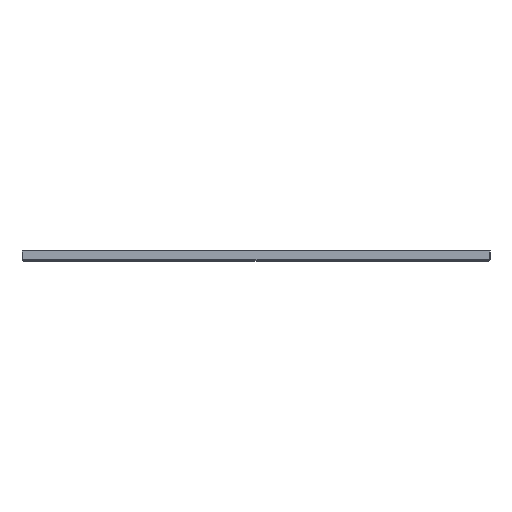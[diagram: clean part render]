
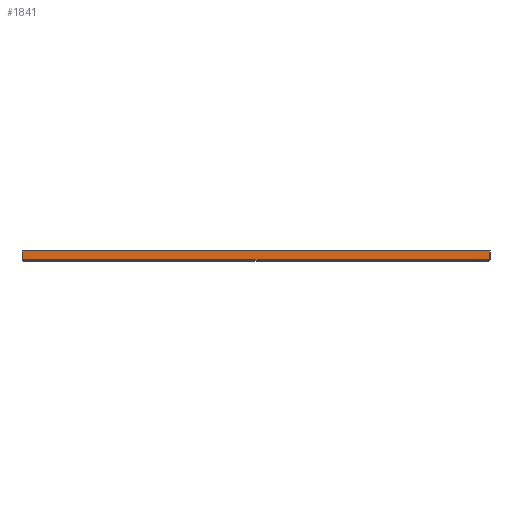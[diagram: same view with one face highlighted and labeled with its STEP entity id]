
A CAD part, front view. The second image highlights one B-rep face of the part: STEP entity #1841.
In plain terms, the highlighted planar face has unit normal (0, -1, 0).
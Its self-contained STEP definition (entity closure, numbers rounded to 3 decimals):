
#116 = ORIENTED_EDGE ( 'NONE', *, *, #3926, .F. ) ;
#128 = VERTEX_POINT ( 'NONE', #3531 ) ;
#350 = CARTESIAN_POINT ( 'NONE',  ( 597.823, 0., 1. ) ) ;
#356 = VECTOR ( 'NONE', #2494, 1000. ) ;
#387 = ORIENTED_EDGE ( 'NONE', *, *, #3078, .F. ) ;
#410 = PLANE ( 'NONE',  #2406 ) ;
#412 = ORIENTED_EDGE ( 'NONE', *, *, #2723, .T. ) ;
#544 = LINE ( 'NONE', #3420, #2072 ) ;
#738 = CARTESIAN_POINT ( 'NONE',  ( 1.177, 0., 1. ) ) ;
#1313 = CARTESIAN_POINT ( 'NONE',  ( 1.177, 0., 0. ) ) ;
#1372 = CARTESIAN_POINT ( 'NONE',  ( 0., 0., 1. ) ) ;
#1833 = DIRECTION ( 'NONE',  ( 0., 1., 0. ) ) ;
#1841 = ADVANCED_FACE ( 'NONE', ( #4030 ), #410, .F. ) ;
#2072 = VECTOR ( 'NONE', #2694, 1000. ) ;
#2270 = VERTEX_POINT ( 'NONE', #738 ) ;
#2406 = AXIS2_PLACEMENT_3D ( 'NONE', #3695, #1833, #2538 ) ;
#2488 = VERTEX_POINT ( 'NONE', #350 ) ;
#2494 = DIRECTION ( 'NONE',  ( 0., 0., 1. ) ) ;
#2538 = DIRECTION ( 'NONE',  ( 0., 0., 1. ) ) ;
#2585 = VECTOR ( 'NONE', #3803, 1000. ) ;
#2694 = DIRECTION ( 'NONE',  ( -1., 0., 0. ) ) ;
#2723 = EDGE_CURVE ( 'NONE', #2488, #4417, #3728, .T. ) ;
#3054 = CARTESIAN_POINT ( 'NONE',  ( 597.823, 0., 0. ) ) ;
#3078 = EDGE_CURVE ( 'NONE', #2270, #128, #4520, .T. ) ;
#3153 = LINE ( 'NONE', #1372, #2585 ) ;
#3306 = ORIENTED_EDGE ( 'NONE', *, *, #3413, .T. ) ;
#3365 = CARTESIAN_POINT ( 'NONE',  ( 597.823, 0., 11.9 ) ) ;
#3406 = DIRECTION ( 'NONE',  ( 0., 0., 1. ) ) ;
#3413 = EDGE_CURVE ( 'NONE', #4417, #128, #544, .T. ) ;
#3420 = CARTESIAN_POINT ( 'NONE',  ( 0., 0., 11.9 ) ) ;
#3531 = CARTESIAN_POINT ( 'NONE',  ( 1.177, 0., 11.9 ) ) ;
#3695 = CARTESIAN_POINT ( 'NONE',  ( 0., 0., 0. ) ) ;
#3728 = LINE ( 'NONE', #3054, #4279 ) ;
#3803 = DIRECTION ( 'NONE',  ( -1., 0., 0. ) ) ;
#3926 = EDGE_CURVE ( 'NONE', #2488, #2270, #3153, .T. ) ;
#4030 = FACE_OUTER_BOUND ( 'NONE', #4562, .T. ) ;
#4279 = VECTOR ( 'NONE', #3406, 1000. ) ;
#4417 = VERTEX_POINT ( 'NONE', #3365 ) ;
#4520 = LINE ( 'NONE', #1313, #356 ) ;
#4562 = EDGE_LOOP ( 'NONE', ( #116, #412, #3306, #387 ) ) ;
